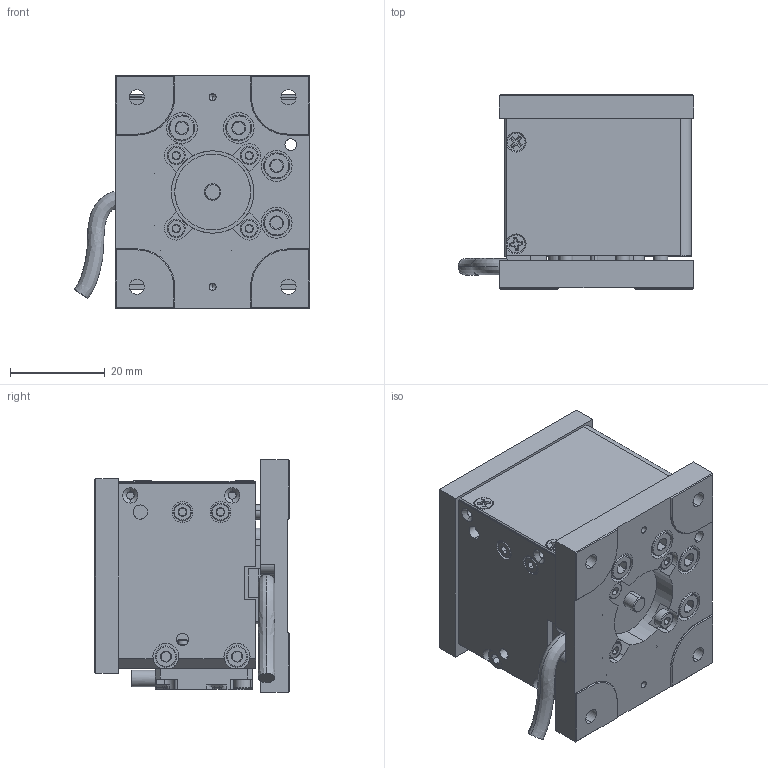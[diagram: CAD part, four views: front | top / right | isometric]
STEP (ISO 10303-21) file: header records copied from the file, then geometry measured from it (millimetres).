
FILE_DESCRIPTION (( 'STEP AP214' ), '1' );
FILE_NAME ('ES-50-11X1X.STEP', '2023-03-01T19:05:50', ( '' ), ( '' ), 'SwSTEP 2.0', 'SolidWorks 2020', '' );
FILE_SCHEMA (( 'AUTOMOTIVE_DESIGN' ));
Length unit declared in the file: millimetre
Products named in the file (19): 430135-A Side Cover 10mm.STEP; Set Screw, Cup-H, M-DIN_M2.0 x 0.4 x 03mm.STEP; 130005 Motor S8-NC.STEP; SCREW, MS-PFH, M-DIN_M2 x 0.4 x 05mm.STEP; SCREW, SHCS-S, M-DIN_M2.5 x 0.45 x 04mm.STEP; 430134-C Cable Bracket 10mm.STEP; SCREW, SHCS-S, M-DIN_M2 x 0.4 x 06mm.STEP; ES-50-11X1X; Dowel Pin, M-DIN_M01.5 x 005.STEP; 431068-A ES-50, Side Plate B, Atom Encoder, RTLF Tape Scale, 10mm.STEP; SCREW, SHCS-S, M-DIN_M3 x 0.5 x 06mm.STEP; SCREW, SHCS-S, M-DIN_M2 x 0.4 x 04mm.STEP; Z cable.STEP; 430130-B Side Plate 10mm A.STEP; 110212 Encoder Head, Renishaw Atom, Atmospheric_Default (With Atmospheric Cable).STEP; Z leadscrew.STEP; 430128-C ES-50SM, Base Plate.STEP; SCREW, SHCS-S, M-DIN_M2.5 x 0.45 x 05mm.STEP; 430129-C Top Plate.STEP
Assembly tree (42 placements, depth 2):
  ES-50-11X1X
    430135-A Side Cover 10mm.STEP
    430128-C ES-50SM, Base Plate.STEP
    430130-B Side Plate 10mm A.STEP
    430129-C Top Plate.STEP
    430134-C Cable Bracket 10mm.STEP
    130005 Motor S8-NC.STEP
    Z leadscrew.STEP
    Z cable.STEP
    SCREW, SHCS-S, M-DIN_M2 x 0.4 x 04mm.STEP  x8
    SCREW, SHCS-S, M-DIN_M2.5 x 0.45 x 04mm.STEP  x2
    SCREW, SHCS-S, M-DIN_M2 x 0.4 x 06mm.STEP  x4
    SCREW, SHCS-S, M-DIN_M2.5 x 0.45 x 05mm.STEP  x4
    Set Screw, Cup-H, M-DIN_M2.0 x 0.4 x 03mm.STEP  x2
    Dowel Pin, M-DIN_M01.5 x 005.STEP  x4
    SCREW, SHCS-S, M-DIN_M3 x 0.5 x 06mm.STEP  x4
    SCREW, MS-PFH, M-DIN_M2 x 0.4 x 05mm.STEP  x4
    110212 Encoder Head, Renishaw Atom, Atmospheric_Default (With Atmospheric Cable).STEP
    431068-A ES-50, Side Plate B, Atom Encoder, RTLF Tape Scale, 10mm.STEP
Bounding box: 49.71 x 41 x 49 mm (x, y, z)
Volume: 40809.4 mm3; surface area: 31832.3 mm2
Topology: 43 solids, 43 shells, 2746 faces, 6315 edges, 3737 vertices
Faces by surface type: plane 999, cylinder 864, torus 488, cone 305, bspline 82, sphere 8
Entity records: 70288 total; most frequent: CARTESIAN_POINT 17694, DIRECTION 10639, ORIENTED_EDGE 10018, EDGE_CURVE 5009, AXIS2_PLACEMENT_3D 3964, VERTEX_POINT 3038, LINE 2711, VECTOR 2711
